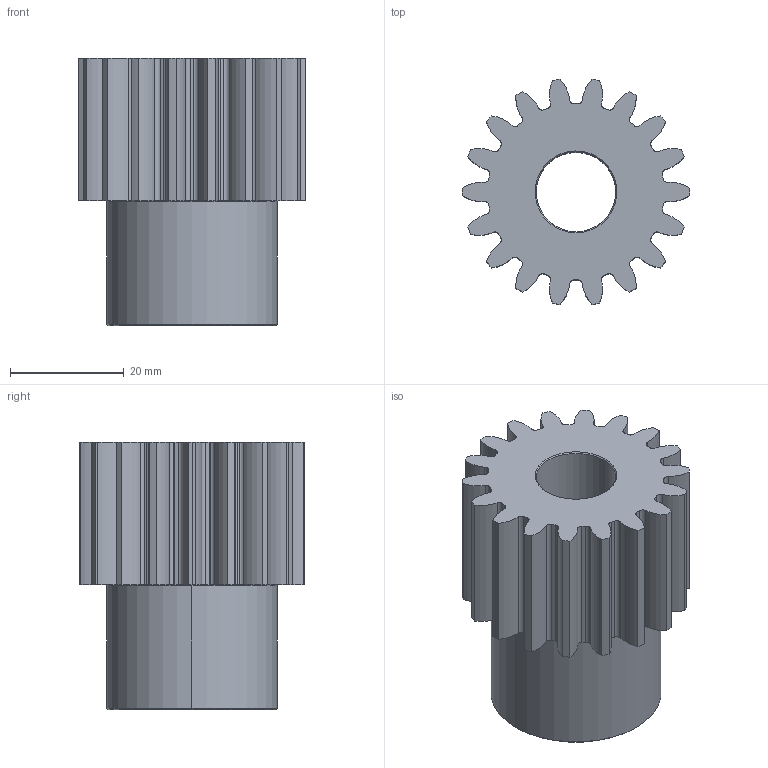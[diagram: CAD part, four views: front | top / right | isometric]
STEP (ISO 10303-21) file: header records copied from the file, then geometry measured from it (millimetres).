
FILE_DESCRIPTION(('STEP AP214'),'1');
FILE_NAME('117-020-018.stp','2017-06-02T09:19:47',('TraceParts'),('TraceParts S.A.'),'Spatial InterOp 3D',' ',' ');
FILE_SCHEMA(('automotive_design'));
Length unit declared in the file: millimetre
Products named in the file (1): 117-020-018
Bounding box: 40 x 39.61 x 47 mm (x, y, z)
Volume: 33232.1 mm3; surface area: 11403.6 mm2
Topology: 1 solids, 1 shells, 149 faces, 430 edges, 284 vertices
Faces by surface type: cylinder 138, cone 6, plane 3, torus 2
Entity records: 6287 total; most frequent: DIRECTION 1016, CARTESIAN_POINT 864, ORIENTED_EDGE 860, AXIS2_PLACEMENT_3D 436, EDGE_CURVE 430, CIRCLE 286, VERTEX_POINT 284, EDGE_LOOP 152
